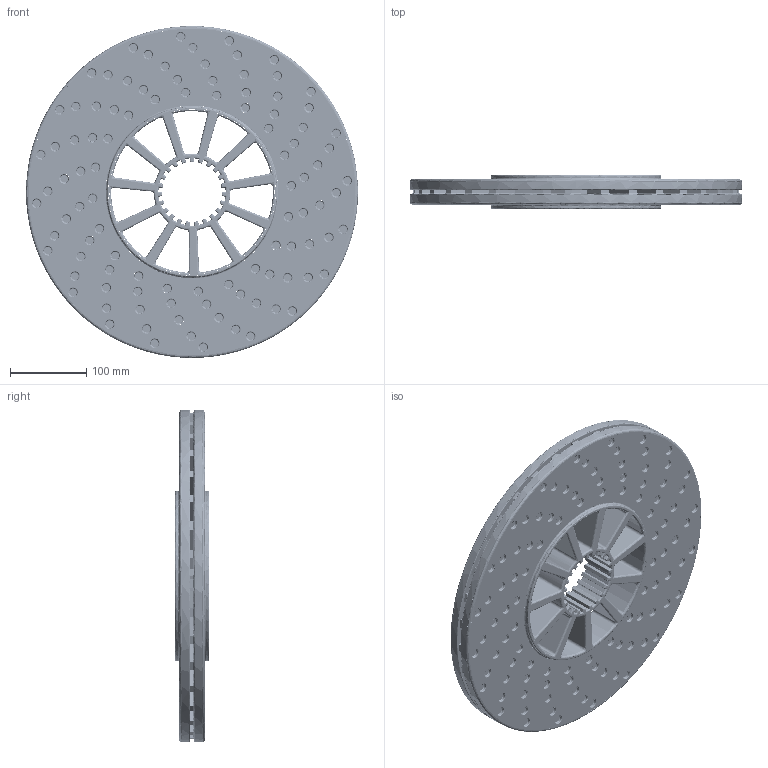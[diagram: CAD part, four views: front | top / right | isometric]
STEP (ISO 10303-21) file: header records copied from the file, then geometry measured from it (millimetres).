
FILE_DESCRIPTION(('FreeCAD Model'),'2;1');
FILE_NAME('Open CASCADE Shape Model','2025-05-04T04:47:44',('FreeCAD'),( 'FreeCAD'),'Open CASCADE STEP processor 7.6','FreeCAD','Unknown');
FILE_SCHEMA(('AUTOMOTIVE_DESIGN { 1 0 10303 214 1 1 1 1 }'));
Products named in the file (1): Open CASCADE STEP translator 7.6 1
Bounding box: 435.15 x 44.66 x 435.44 mm (x, y, z)
Surface area: 583163.2 mm2 (no closed solid volume)
Topology: 0 solids, 1646 shells, 1646 faces, 11146 edges, 10220 vertices
Faces by surface type: bspline 1646
Entity records: 129106 total; most frequent: CARTESIAN_POINT 80129, ORIENTED_EDGE 11060, EDGE_CURVE 11060, VERTEX_POINT 10220, B_SPLINE_CURVE_WITH_KNOTS 7592, FACE_BOUND 1874, EDGE_LOOP 1874, SHELL_BASED_SURFACE_MODEL 1646
